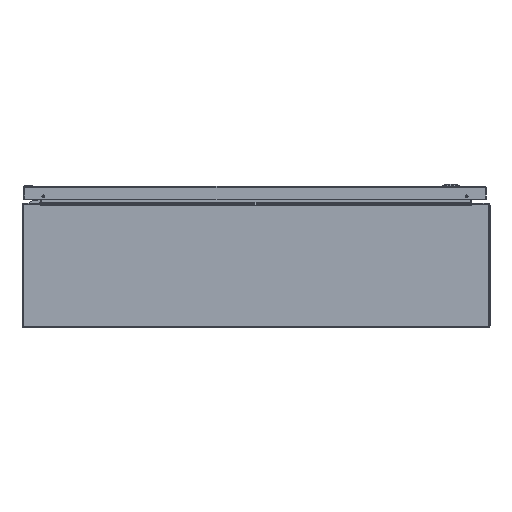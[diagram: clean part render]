
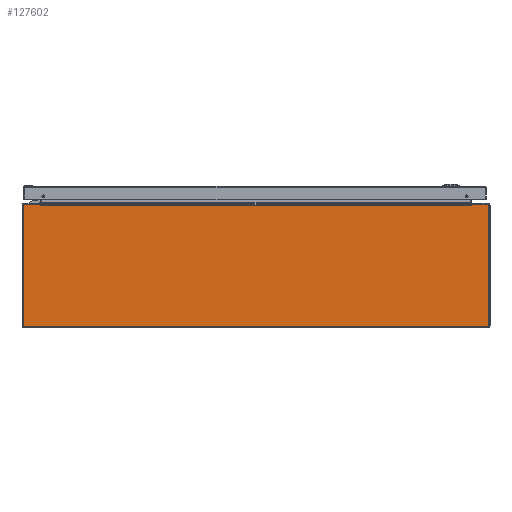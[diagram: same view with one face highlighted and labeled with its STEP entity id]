
A CAD part, front view. The second image highlights one B-rep face of the part: STEP entity #127602.
In plain terms, the highlighted planar face has unit normal (0, -1, 0).
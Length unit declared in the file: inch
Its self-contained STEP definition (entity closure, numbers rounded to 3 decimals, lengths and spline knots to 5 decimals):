
#1165 = DIRECTION ( 'NONE',  ( -1., 0., 0. ) ) ;
#1951 = CARTESIAN_POINT ( 'NONE',  ( 0., -15., 3.937 ) ) ;
#2914 = CARTESIAN_POINT ( 'NONE',  ( -14.937, -15., 3.857 ) ) ;
#3756 = DIRECTION ( 'NONE',  ( 0., 0., -1. ) ) ;
#5668 = DIRECTION ( 'NONE',  ( 1., 0., 0. ) ) ;
#6392 = CARTESIAN_POINT ( 'NONE',  ( 13.81836, -15., 3.91 ) ) ;
#6475 = EDGE_CURVE ( 'NONE', #40907, #19180, #31920, .T. ) ;
#6568 = DIRECTION ( 'NONE',  ( 0., -1., 0. ) ) ;
#10084 = CARTESIAN_POINT ( 'NONE',  ( 0., -15., 0. ) ) ;
#10126 = DIRECTION ( 'NONE',  ( 1., 0., 0. ) ) ;
#10369 = EDGE_CURVE ( 'NONE', #156315, #56973, #70885, .T. ) ;
#11147 = VECTOR ( 'NONE', #3756, 39.37008 ) ;
#11699 = DIRECTION ( 'NONE',  ( 0.174, 0., -0.985 ) ) ;
#12260 = LINE ( 'NONE', #6392, #33385 ) ;
#13412 = ORIENTED_EDGE ( 'NONE', *, *, #107783, .F. ) ;
#14244 = CARTESIAN_POINT ( 'NONE',  ( 0., -15., -3.937 ) ) ;
#17996 = CARTESIAN_POINT ( 'NONE',  ( 0., -15., 3.937 ) ) ;
#18018 = DIRECTION ( 'NONE',  ( 0., 0., 1. ) ) ;
#18382 = EDGE_CURVE ( 'NONE', #101638, #93499, #50069, .T. ) ;
#18789 = LINE ( 'NONE', #71927, #85924 ) ;
#18854 = FACE_OUTER_BOUND ( 'NONE', #90676, .T. ) ;
#19180 = VERTEX_POINT ( 'NONE', #2914 ) ;
#27409 = ORIENTED_EDGE ( 'NONE', *, *, #10369, .F. ) ;
#27644 = CIRCLE ( 'NONE', #63843, 0.08 ) ;
#31055 = PLANE ( 'NONE',  #166544 ) ;
#31830 = ORIENTED_EDGE ( 'NONE', *, *, #151750, .F. ) ;
#31920 = LINE ( 'NONE', #59768, #80754 ) ;
#33385 = VECTOR ( 'NONE', #99702, 39.37008 ) ;
#33553 = EDGE_CURVE ( 'NONE', #102887, #171522, #78787, .T. ) ;
#38967 = EDGE_CURVE ( 'NONE', #154597, #101638, #55442, .T. ) ;
#40189 = CARTESIAN_POINT ( 'NONE',  ( -14.857, -15., 3.937 ) ) ;
#40907 = VERTEX_POINT ( 'NONE', #46004 ) ;
#41185 = VERTEX_POINT ( 'NONE', #135999 ) ;
#41417 = ORIENTED_EDGE ( 'NONE', *, *, #6475, .F. ) ;
#41464 = CARTESIAN_POINT ( 'NONE',  ( -13.82312, -15., 3.937 ) ) ;
#45997 = DIRECTION ( 'NONE',  ( -1., 0., 0. ) ) ;
#46004 = CARTESIAN_POINT ( 'NONE',  ( -14.937, -15., -3.857 ) ) ;
#46261 = EDGE_CURVE ( 'NONE', #56973, #102887, #27644, .T. ) ;
#47094 = CARTESIAN_POINT ( 'NONE',  ( 13.8136, -15., 3.883 ) ) ;
#50069 = LINE ( 'NONE', #103210, #105888 ) ;
#51413 = CARTESIAN_POINT ( 'NONE',  ( 14.857, -15., 3.937 ) ) ;
#52557 = ORIENTED_EDGE ( 'NONE', *, *, #103573, .T. ) ;
#55442 = LINE ( 'NONE', #17996, #89968 ) ;
#55818 = EDGE_CURVE ( 'NONE', #62128, #114155, #12260, .T. ) ;
#56973 = VERTEX_POINT ( 'NONE', #102841 ) ;
#58958 = VERTEX_POINT ( 'NONE', #156156 ) ;
#59768 = CARTESIAN_POINT ( 'NONE',  ( -14.937, -15., 0. ) ) ;
#60580 = DIRECTION ( 'NONE',  ( 0., 1., 0. ) ) ;
#60718 = CARTESIAN_POINT ( 'NONE',  ( 14.857, -15., -3.937 ) ) ;
#62128 = VERTEX_POINT ( 'NONE', #87478 ) ;
#62520 = AXIS2_PLACEMENT_3D ( 'NONE', #124245, #60580, #111181 ) ;
#63843 = AXIS2_PLACEMENT_3D ( 'NONE', #108389, #70866, #109250 ) ;
#66109 = VERTEX_POINT ( 'NONE', #51413 ) ;
#68158 = LINE ( 'NONE', #1951, #168502 ) ;
#70837 = CIRCLE ( 'NONE', #62520, 0.08 ) ;
#70866 = DIRECTION ( 'NONE',  ( 0., 1., 0. ) ) ;
#70885 = LINE ( 'NONE', #83991, #11147 ) ;
#71156 = DIRECTION ( 'NONE',  ( 0., 0., -1. ) ) ;
#71927 = CARTESIAN_POINT ( 'NONE',  ( -13.80579, -15., 3.883 ) ) ;
#73048 = CARTESIAN_POINT ( 'NONE',  ( -14.857, -15., -3.937 ) ) ;
#75489 = DIRECTION ( 'NONE',  ( 0., 0., -1. ) ) ;
#75553 = ORIENTED_EDGE ( 'NONE', *, *, #38967, .F. ) ;
#78787 = LINE ( 'NONE', #14244, #127743 ) ;
#79817 = VECTOR ( 'NONE', #102340, 39.37008 ) ;
#80754 = VECTOR ( 'NONE', #18018, 39.37008 ) ;
#82013 = ORIENTED_EDGE ( 'NONE', *, *, #125182, .F. ) ;
#83991 = CARTESIAN_POINT ( 'NONE',  ( 14.937, -15., 0. ) ) ;
#85924 = VECTOR ( 'NONE', #5668, 39.37008 ) ;
#86027 = ORIENTED_EDGE ( 'NONE', *, *, #166067, .F. ) ;
#86092 = CARTESIAN_POINT ( 'NONE',  ( 0., -15., 3.883 ) ) ;
#87478 = CARTESIAN_POINT ( 'NONE',  ( 13.82312, -15., 3.937 ) ) ;
#89968 = VECTOR ( 'NONE', #134799, 39.37008 ) ;
#90676 = EDGE_LOOP ( 'NONE', ( #75553, #13412, #41417, #31830, #143570, #142267, #27409, #82013, #164558, #167076, #113241, #52557, #86027, #113792 ) ) ;
#93499 = VERTEX_POINT ( 'NONE', #112870 ) ;
#93943 = AXIS2_PLACEMENT_3D ( 'NONE', #124593, #99331, #122905 ) ;
#99331 = DIRECTION ( 'NONE',  ( 0., 1., 0. ) ) ;
#99702 = DIRECTION ( 'NONE',  ( -0.174, 0., -0.985 ) ) ;
#101638 = VERTEX_POINT ( 'NONE', #41464 ) ;
#102340 = DIRECTION ( 'NONE',  ( -1., 0., 0. ) ) ;
#102841 = CARTESIAN_POINT ( 'NONE',  ( 14.937, -15., -3.857 ) ) ;
#102887 = VERTEX_POINT ( 'NONE', #60718 ) ;
#103210 = CARTESIAN_POINT ( 'NONE',  ( -13.81836, -15., 3.91 ) ) ;
#103573 = EDGE_CURVE ( 'NONE', #41185, #58958, #113079, .T. ) ;
#105888 = VECTOR ( 'NONE', #11699, 39.37008 ) ;
#106657 = AXIS2_PLACEMENT_3D ( 'NONE', #163628, #161933, #71156 ) ;
#107783 = EDGE_CURVE ( 'NONE', #19180, #154597, #70837, .T. ) ;
#108389 = CARTESIAN_POINT ( 'NONE',  ( 14.857, -15., -3.857 ) ) ;
#109250 = DIRECTION ( 'NONE',  ( 0., 0., -1. ) ) ;
#111181 = DIRECTION ( 'NONE',  ( 0., 0., -1. ) ) ;
#112870 = CARTESIAN_POINT ( 'NONE',  ( -13.8136, -15., 3.883 ) ) ;
#113079 = LINE ( 'NONE', #86092, #147629 ) ;
#113221 = CARTESIAN_POINT ( 'NONE',  ( 14.937, -15., 3.857 ) ) ;
#113241 = ORIENTED_EDGE ( 'NONE', *, *, #154056, .T. ) ;
#113792 = ORIENTED_EDGE ( 'NONE', *, *, #18382, .F. ) ;
#114155 = VERTEX_POINT ( 'NONE', #47094 ) ;
#122905 = DIRECTION ( 'NONE',  ( 0., 0., -1. ) ) ;
#124245 = CARTESIAN_POINT ( 'NONE',  ( -14.857, -15., 3.857 ) ) ;
#124593 = CARTESIAN_POINT ( 'NONE',  ( 14.857, -15., 3.857 ) ) ;
#125182 = EDGE_CURVE ( 'NONE', #66109, #156315, #169136, .T. ) ;
#127602 = ADVANCED_FACE ( 'NONE', ( #18854 ), #31055, .T. ) ;
#127743 = VECTOR ( 'NONE', #1165, 39.37008 ) ;
#131054 = LINE ( 'NONE', #167804, #79817 ) ;
#134799 = DIRECTION ( 'NONE',  ( 1., 0., 0. ) ) ;
#135999 = CARTESIAN_POINT ( 'NONE',  ( 13.798, -15., 3.883 ) ) ;
#142267 = ORIENTED_EDGE ( 'NONE', *, *, #46261, .F. ) ;
#142803 = CIRCLE ( 'NONE', #106657, 0.08 ) ;
#143570 = ORIENTED_EDGE ( 'NONE', *, *, #33553, .F. ) ;
#147629 = VECTOR ( 'NONE', #45997, 39.37008 ) ;
#151750 = EDGE_CURVE ( 'NONE', #171522, #40907, #142803, .T. ) ;
#154056 = EDGE_CURVE ( 'NONE', #114155, #41185, #131054, .T. ) ;
#154597 = VERTEX_POINT ( 'NONE', #40189 ) ;
#156156 = CARTESIAN_POINT ( 'NONE',  ( -13.798, -15., 3.883 ) ) ;
#156315 = VERTEX_POINT ( 'NONE', #113221 ) ;
#161933 = DIRECTION ( 'NONE',  ( 0., 1., 0. ) ) ;
#162117 = EDGE_CURVE ( 'NONE', #62128, #66109, #68158, .T. ) ;
#163628 = CARTESIAN_POINT ( 'NONE',  ( -14.857, -15., -3.857 ) ) ;
#164558 = ORIENTED_EDGE ( 'NONE', *, *, #162117, .F. ) ;
#166067 = EDGE_CURVE ( 'NONE', #93499, #58958, #18789, .T. ) ;
#166544 = AXIS2_PLACEMENT_3D ( 'NONE', #10084, #6568, #75489 ) ;
#167076 = ORIENTED_EDGE ( 'NONE', *, *, #55818, .T. ) ;
#167804 = CARTESIAN_POINT ( 'NONE',  ( 13.80579, -15., 3.883 ) ) ;
#168502 = VECTOR ( 'NONE', #10126, 39.37008 ) ;
#169136 = CIRCLE ( 'NONE', #93943, 0.08 ) ;
#171522 = VERTEX_POINT ( 'NONE', #73048 ) ;
